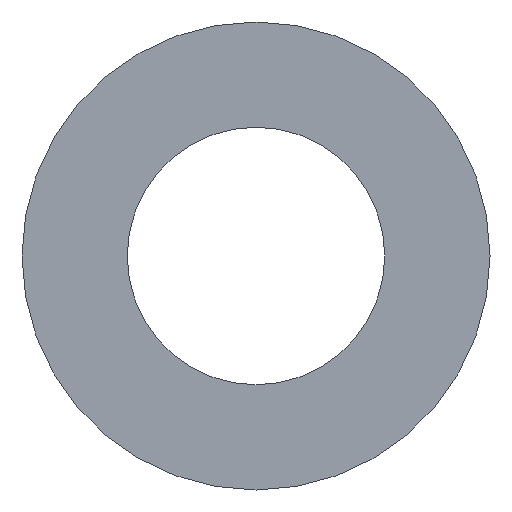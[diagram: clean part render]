
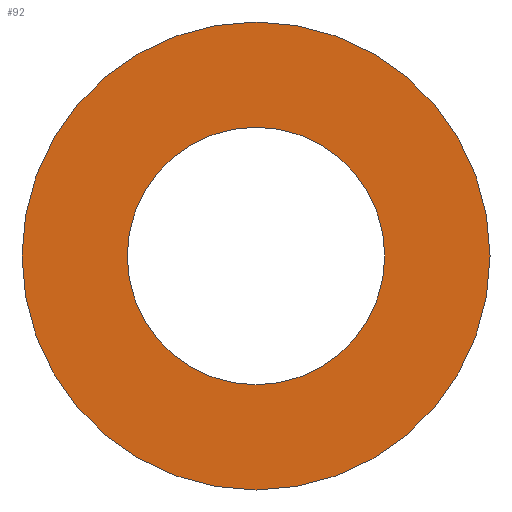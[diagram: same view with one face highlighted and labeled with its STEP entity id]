
A CAD part, front view. The second image highlights one B-rep face of the part: STEP entity #92.
In plain terms, the highlighted planar face has unit normal (0, -1, 0).
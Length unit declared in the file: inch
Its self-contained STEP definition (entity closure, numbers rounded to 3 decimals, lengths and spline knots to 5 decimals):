
#36=CARTESIAN_POINT('',(0.,-0.032,0.));
#37=DIRECTION('',(0.,-1.,0.));
#38=DIRECTION('',(0.,0.,-1.));
#39=AXIS2_PLACEMENT_3D('',#36,#37,#38);
#40=CIRCLE('',#39,0.0575);
#41=EDGE_CURVE('',#43,#43,#40,.T.);
#42=CARTESIAN_POINT('',(0.,-0.032,-0.0575));
#43=VERTEX_POINT('',#42);
#73=ORIENTED_EDGE('',*,*,#41,.F.);
#74=EDGE_LOOP('',(#73));
#75=FACE_BOUND('',#74,.T.);
#76=CARTESIAN_POINT('',(0.,-0.032,0.));
#77=DIRECTION('',(0.,1.,0.));
#78=DIRECTION('',(0.,0.,-1.));
#79=AXIS2_PLACEMENT_3D('',#76,#77,#78);
#80=CIRCLE('',#79,0.1045);
#81=EDGE_CURVE('',#83,#83,#80,.T.);
#82=CARTESIAN_POINT('',(0.,-0.032,-0.1045));
#83=VERTEX_POINT('',#82);
#84=ORIENTED_EDGE('',*,*,#81,.F.);
#85=EDGE_LOOP('',(#84));
#86=FACE_BOUND('',#85,.T.);
#87=CARTESIAN_POINT('',(0.,-0.032,0.));
#88=DIRECTION('',(0.,-1.,0.));
#89=DIRECTION('',(0.,0.,-1.));
#90=AXIS2_PLACEMENT_3D('',#87,#88,#89);
#91=PLANE('',#90);
#92=ADVANCED_FACE('',(#75,#86),#91,.T.);
